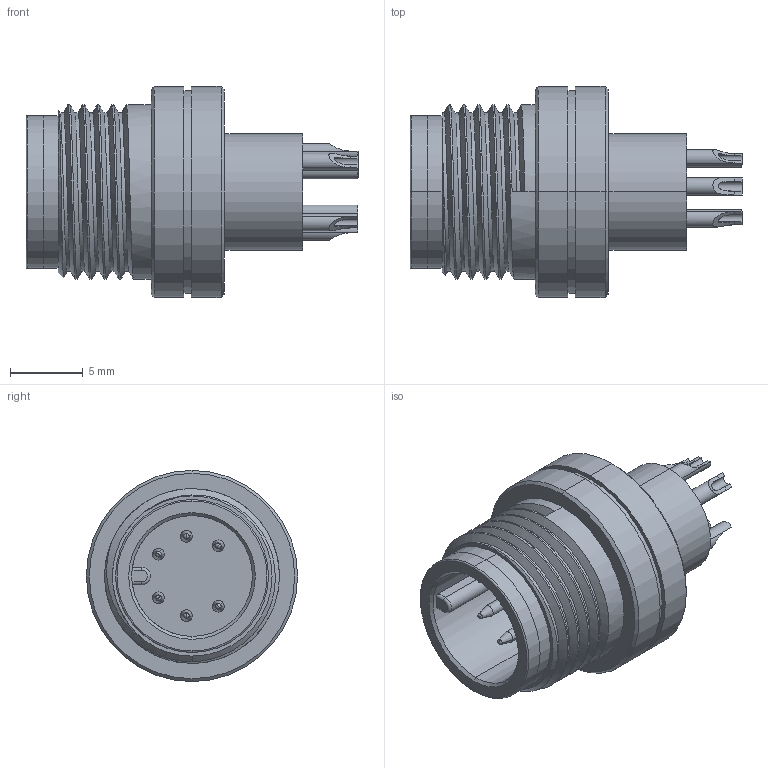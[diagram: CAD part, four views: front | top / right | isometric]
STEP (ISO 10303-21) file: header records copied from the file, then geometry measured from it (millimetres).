
FILE_DESCRIPTION (( 'STEP AP203' ), '1' );
FILE_NAME ('50-00961.STEP', '2023-04-18T16:53:05', ( '' ), ( '' ), 'SwSTEP 2.0', 'SolidWorks 2021', '' );
FILE_SCHEMA (( 'CONFIG_CONTROL_DESIGN' ));
Length unit declared in the file: millimetre
Products named in the file (4): 50-00961-02___; 50-00961-01___; 50-00961; 50-00961-03___
Assembly tree (8 placements, depth 2):
  50-00961
    50-00961-01___
    50-00961-02___
    50-00961-03___  x6
Bounding box: 22.8 x 14.5 x 14.5 mm (x, y, z)
Volume: 1428.5 mm3; surface area: 2772.8 mm2
Topology: 8 solids, 8 shells, 299 faces, 651 edges, 394 vertices
Faces by surface type: cylinder 136, plane 64, cone 45, torus 39, sphere 12, bspline 3
Entity records: 5219 total; most frequent: CARTESIAN_POINT 1708, DIRECTION 680, ORIENTED_EDGE 578, AXIS2_PLACEMENT_3D 290, EDGE_CURVE 289, VERTEX_POINT 184, EDGE_LOOP 161, CIRCLE 153
